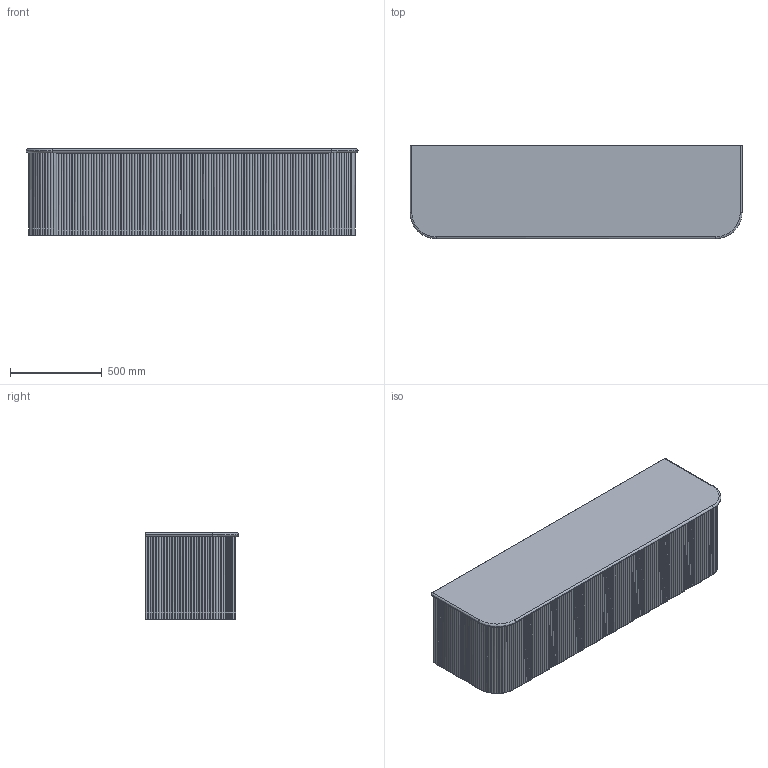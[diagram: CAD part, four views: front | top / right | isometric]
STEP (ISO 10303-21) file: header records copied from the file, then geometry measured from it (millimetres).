
FILE_DESCRIPTION(/* description */ (''),/* implementation_level */ '2;1');
FILE_NAME(/* name */ 'Kado Neue Fluted Double Curve 1800 (20MM)',/* time_stamp */ '2025-07-09T15:05:52+10:00',/* author */ (''),/* organization */ (''),/* preprocessor_version */ 'ST-DEVELOPER v16.5',/* originating_system */ '',/* authorisation */ '');
FILE_SCHEMA (('AUTOMOTIVE_DESIGN'));
Length unit declared in the file: millimetre
Products named in the file (14): Document; Kado Neue Fluted Double Curve 1800 (20MM); Kado Neue Fluted Double Curve ALL BENCHTOPS18; Kado Neue Fluted Double Curve Benchtop (20MM) ALL17; Kado Neue Fluted Double Curve 1800 Benchtop (20MM)14; Kado Neue Fluted Double Curve 1800 Benchtop (20MM); Kado Neue Fluted Double Curve ALL19; Kado Neue Fluted Double Curve 180016; Kado Neue Fluted End7; Kado Neue Fluted Panel 44313; Kado Neue Fluted Panel 4431112; Kado Neue Fluted Carcass 18002; Kado Neue Fluted Panel 59515; Kado Neue Fluted Panel 5954
Assembly tree (15 placements, depth 6):
  Document
    Kado Neue Fluted Double Curve 1800 (20MM)
      Kado Neue Fluted Double Curve ALL BENCHTOPS18
        Kado Neue Fluted Double Curve Benchtop (20MM) ALL17
          Kado Neue Fluted Double Curve 1800 Benchtop (20MM)14
            Kado Neue Fluted Double Curve 1800 Benchtop (20MM)
      Kado Neue Fluted Double Curve ALL19
        Kado Neue Fluted Double Curve 180016
          Kado Neue Fluted End7  x2
          Kado Neue Fluted Panel 44313  x2
            Kado Neue Fluted Panel 4431112
          Kado Neue Fluted Carcass 18002
          Kado Neue Fluted Panel 59515
            Kado Neue Fluted Panel 5954
Bounding box: 1813 x 510.05 x 470 mm (x, y, z)
Volume: 120929349.9 mm3; surface area: 9967208.7 mm2
Topology: 13 solids, 13 shells, 815 faces, 2357 edges, 1568 vertices
Faces by surface type: cylinder 554, plane 253, bspline 8
Entity records: 16018 total; most frequent: CARTESIAN_POINT 6229, ORIENTED_EDGE 2938, EDGE_CURVE 1469, VERTEX_POINT 976, B_SPLINE_CURVE_WITH_KNOTS 777, DIRECTION 573, AXIS2_PLACEMENT_3D 539, ADVANCED_FACE 513
